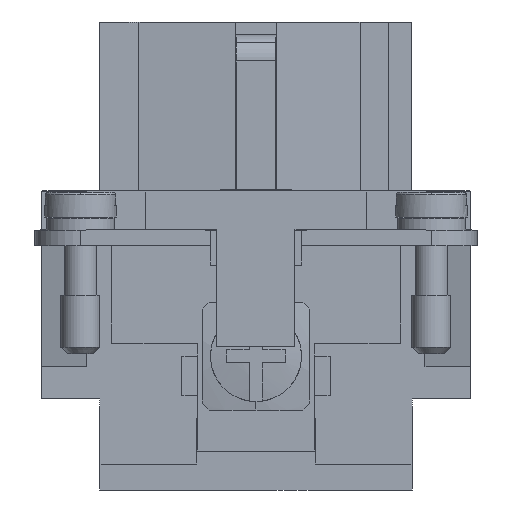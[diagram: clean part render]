
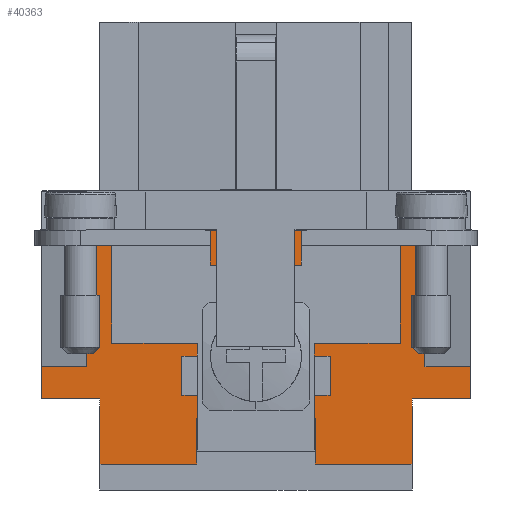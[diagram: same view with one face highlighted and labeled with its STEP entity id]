
A CAD part, left-side view. The second image highlights one B-rep face of the part: STEP entity #40363.
In plain terms, the highlighted planar face has unit normal (-1, 0, 0).
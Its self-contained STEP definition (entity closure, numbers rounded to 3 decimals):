
#35457=CARTESIAN_POINT('',(-45.0,3.5,-2.0));
#35458=VERTEX_POINT('',#35457);
#35465=CARTESIAN_POINT('',(-45.0,-3.5,-2.0));
#35466=VERTEX_POINT('',#35465);
#35467=CARTESIAN_POINT('',(-45.0,3.5,-2.0));
#35468=DIRECTION('',(0.0,-1.0,0.0));
#35469=VECTOR('',#35468,7.0);
#35470=LINE('',#35467,#35469);
#35471=EDGE_CURVE('',#35458,#35466,#35470,.T.);
#39899=CARTESIAN_POINT('',(-45.0,13.,-8.908));
#39900=VERTEX_POINT('',#39899);
#39909=CARTESIAN_POINT('',(-45.0,12.99,-8.908));
#39910=VERTEX_POINT('',#39909);
#39911=CARTESIAN_POINT('',(-45.0,12.99,-8.908));
#39912=DIRECTION('',(0.0,1.0,0.));
#39913=VECTOR('',#39912,0.01);
#39914=LINE('',#39911,#39913);
#39915=EDGE_CURVE('',#39910,#39900,#39914,.T.);
#39995=CARTESIAN_POINT('',(-45.0,12.99,-3.2));
#39996=VERTEX_POINT('',#39995);
#39997=CARTESIAN_POINT('',(-45.0,12.99,-3.2));
#39998=DIRECTION('',(0.0,0.0,-1.0));
#39999=VECTOR('',#39998,5.708);
#40000=LINE('',#39997,#39999);
#40001=EDGE_CURVE('',#39996,#39910,#40000,.T.);
#40043=CARTESIAN_POINT('',(-45.0,3.5,-3.2));
#40044=VERTEX_POINT('',#40043);
#40045=CARTESIAN_POINT('',(-45.0,3.5,-3.2));
#40046=DIRECTION('',(0.0,1.0,0.0));
#40047=VECTOR('',#40046,9.49);
#40048=LINE('',#40045,#40047);
#40049=EDGE_CURVE('',#40044,#39996,#40048,.T.);
#40132=CARTESIAN_POINT('',(-45.0,13.,-12.5));
#40133=VERTEX_POINT('',#40132);
#40140=CARTESIAN_POINT('',(-45.0,13.,-8.908));
#40141=DIRECTION('',(0.0,0.0,-1.0));
#40142=VECTOR('',#40141,3.592);
#40143=LINE('',#40140,#40142);
#40144=EDGE_CURVE('',#39900,#40133,#40143,.T.);
#40203=CARTESIAN_POINT('',(-45.0,0.0,-2.));
#40204=DIRECTION('',(1.0,0.0,0.0));
#40205=DIRECTION('',(0.0,0.0,-1.0));
#40206=AXIS2_PLACEMENT_3D('',#40203,#40204,#40205);
#40207=PLANE('',#40206);
#40208=ORIENTED_EDGE('',*,*,#40001,.T.);
#40209=ORIENTED_EDGE('',*,*,#39915,.T.);
#40210=ORIENTED_EDGE('',*,*,#40144,.T.);
#40211=CARTESIAN_POINT('',(-45.0,16.5,-12.5));
#40212=VERTEX_POINT('',#40211);
#40213=CARTESIAN_POINT('',(-45.0,13.,-12.5));
#40214=DIRECTION('',(0.0,1.0,0.0));
#40215=VECTOR('',#40214,3.5);
#40216=LINE('',#40213,#40215);
#40217=EDGE_CURVE('',#40133,#40212,#40216,.T.);
#40218=ORIENTED_EDGE('',*,*,#40217,.T.);
#40219=CARTESIAN_POINT('',(-45.0,16.5,-15.0));
#40220=VERTEX_POINT('',#40219);
#40221=CARTESIAN_POINT('',(-45.0,16.5,-15.0));
#40222=DIRECTION('',(0.0,0.0,1.0));
#40223=VECTOR('',#40222,2.5);
#40224=LINE('',#40221,#40223);
#40225=EDGE_CURVE('',#40220,#40212,#40224,.T.);
#40226=ORIENTED_EDGE('',*,*,#40225,.F.);
#40227=CARTESIAN_POINT('',(-45.0,12.0,-15.0));
#40228=VERTEX_POINT('',#40227);
#40229=CARTESIAN_POINT('',(-45.0,16.5,-15.0));
#40230=DIRECTION('',(0.0,-1.0,0.0));
#40231=VECTOR('',#40230,4.5);
#40232=LINE('',#40229,#40231);
#40233=EDGE_CURVE('',#40220,#40228,#40232,.T.);
#40234=ORIENTED_EDGE('',*,*,#40233,.T.);
#40235=CARTESIAN_POINT('',(-45.0,12.0,-20.0));
#40236=VERTEX_POINT('',#40235);
#40237=CARTESIAN_POINT('',(-45.0,12.0,-15.0));
#40238=DIRECTION('',(0.0,0.0,-1.0));
#40239=VECTOR('',#40238,5.0);
#40240=LINE('',#40237,#40239);
#40241=EDGE_CURVE('',#40228,#40236,#40240,.T.);
#40242=ORIENTED_EDGE('',*,*,#40241,.T.);
#40243=CARTESIAN_POINT('',(-45.0,4.55,-20.0));
#40244=VERTEX_POINT('',#40243);
#40245=CARTESIAN_POINT('',(-45.0,4.55,-20.0));
#40246=DIRECTION('',(0.0,1.0,0.0));
#40247=VECTOR('',#40246,7.45);
#40248=LINE('',#40245,#40247);
#40249=EDGE_CURVE('',#40244,#40236,#40248,.T.);
#40250=ORIENTED_EDGE('',*,*,#40249,.F.);
#40251=CARTESIAN_POINT('',(-45.0,4.55,-16.5));
#40252=VERTEX_POINT('',#40251);
#40253=CARTESIAN_POINT('',(-45.0,4.55,-20.0));
#40254=DIRECTION('',(0.0,0.0,1.0));
#40255=VECTOR('',#40254,3.5);
#40256=LINE('',#40253,#40255);
#40257=EDGE_CURVE('',#40244,#40252,#40256,.T.);
#40258=ORIENTED_EDGE('',*,*,#40257,.T.);
#40259=CARTESIAN_POINT('',(-45.0,-4.55,-16.5));
#40260=VERTEX_POINT('',#40259);
#40261=CARTESIAN_POINT('',(-45.0,4.55,-16.5));
#40262=DIRECTION('',(0.0,-1.0,0.0));
#40263=VECTOR('',#40262,9.1);
#40264=LINE('',#40261,#40263);
#40265=EDGE_CURVE('',#40252,#40260,#40264,.T.);
#40266=ORIENTED_EDGE('',*,*,#40265,.T.);
#40267=CARTESIAN_POINT('',(-45.0,-4.55,-20.0));
#40268=VERTEX_POINT('',#40267);
#40269=CARTESIAN_POINT('',(-45.0,-4.55,-16.5));
#40270=DIRECTION('',(0.0,0.0,-1.0));
#40271=VECTOR('',#40270,3.5);
#40272=LINE('',#40269,#40271);
#40273=EDGE_CURVE('',#40260,#40268,#40272,.T.);
#40274=ORIENTED_EDGE('',*,*,#40273,.T.);
#40275=CARTESIAN_POINT('',(-45.0,-12.,-20.0));
#40276=VERTEX_POINT('',#40275);
#40277=CARTESIAN_POINT('',(-45.0,-12.,-20.0));
#40278=DIRECTION('',(0.0,1.0,0.0));
#40279=VECTOR('',#40278,7.45);
#40280=LINE('',#40277,#40279);
#40281=EDGE_CURVE('',#40276,#40268,#40280,.T.);
#40282=ORIENTED_EDGE('',*,*,#40281,.F.);
#40283=CARTESIAN_POINT('',(-45.0,-12.,-15.0));
#40284=VERTEX_POINT('',#40283);
#40285=CARTESIAN_POINT('',(-45.0,-12.,-20.0));
#40286=DIRECTION('',(0.0,0.0,1.0));
#40287=VECTOR('',#40286,5.0);
#40288=LINE('',#40285,#40287);
#40289=EDGE_CURVE('',#40276,#40284,#40288,.T.);
#40290=ORIENTED_EDGE('',*,*,#40289,.T.);
#40291=CARTESIAN_POINT('',(-45.0,-16.5,-15.0));
#40292=VERTEX_POINT('',#40291);
#40293=CARTESIAN_POINT('',(-45.0,-12.,-15.0));
#40294=DIRECTION('',(0.0,-1.0,0.0));
#40295=VECTOR('',#40294,4.5);
#40296=LINE('',#40293,#40295);
#40297=EDGE_CURVE('',#40284,#40292,#40296,.T.);
#40298=ORIENTED_EDGE('',*,*,#40297,.T.);
#40299=CARTESIAN_POINT('',(-45.0,-16.5,-12.5));
#40300=VERTEX_POINT('',#40299);
#40301=CARTESIAN_POINT('',(-45.0,-16.5,-12.5));
#40302=DIRECTION('',(0.0,0.0,-1.0));
#40303=VECTOR('',#40302,2.5);
#40304=LINE('',#40301,#40303);
#40305=EDGE_CURVE('',#40300,#40292,#40304,.T.);
#40306=ORIENTED_EDGE('',*,*,#40305,.F.);
#40307=CARTESIAN_POINT('',(-45.0,-13.0,-12.5));
#40308=VERTEX_POINT('',#40307);
#40309=CARTESIAN_POINT('',(-45.0,-16.5,-12.5));
#40310=DIRECTION('',(0.0,1.0,0.0));
#40311=VECTOR('',#40310,3.5);
#40312=LINE('',#40309,#40311);
#40313=EDGE_CURVE('',#40300,#40308,#40312,.T.);
#40314=ORIENTED_EDGE('',*,*,#40313,.T.);
#40315=CARTESIAN_POINT('',(-45.0,-13.0,-8.908));
#40316=VERTEX_POINT('',#40315);
#40317=CARTESIAN_POINT('',(-45.0,-13.0,-12.5));
#40318=DIRECTION('',(0.0,0.0,1.0));
#40319=VECTOR('',#40318,3.592);
#40320=LINE('',#40317,#40319);
#40321=EDGE_CURVE('',#40308,#40316,#40320,.T.);
#40322=ORIENTED_EDGE('',*,*,#40321,.T.);
#40323=CARTESIAN_POINT('',(-45.0,-12.99,-8.908));
#40324=VERTEX_POINT('',#40323);
#40325=CARTESIAN_POINT('',(-45.0,-13.0,-8.908));
#40326=DIRECTION('',(0.0,1.0,0.0));
#40327=VECTOR('',#40326,0.01);
#40328=LINE('',#40325,#40327);
#40329=EDGE_CURVE('',#40316,#40324,#40328,.T.);
#40330=ORIENTED_EDGE('',*,*,#40329,.T.);
#40331=CARTESIAN_POINT('',(-45.0,-12.99,-3.2));
#40332=VERTEX_POINT('',#40331);
#40333=CARTESIAN_POINT('',(-45.0,-12.99,-8.908));
#40334=DIRECTION('',(0.0,0.0,1.0));
#40335=VECTOR('',#40334,5.708);
#40336=LINE('',#40333,#40335);
#40337=EDGE_CURVE('',#40324,#40332,#40336,.T.);
#40338=ORIENTED_EDGE('',*,*,#40337,.T.);
#40339=CARTESIAN_POINT('',(-45.0,-3.5,-3.2));
#40340=VERTEX_POINT('',#40339);
#40341=CARTESIAN_POINT('',(-45.0,-12.99,-3.2));
#40342=DIRECTION('',(0.0,1.0,0.0));
#40343=VECTOR('',#40342,9.49);
#40344=LINE('',#40341,#40343);
#40345=EDGE_CURVE('',#40332,#40340,#40344,.T.);
#40346=ORIENTED_EDGE('',*,*,#40345,.T.);
#40347=CARTESIAN_POINT('',(-45.0,-3.5,-3.2));
#40348=DIRECTION('',(0.0,0.0,1.0));
#40349=VECTOR('',#40348,1.2);
#40350=LINE('',#40347,#40349);
#40351=EDGE_CURVE('',#40340,#35466,#40350,.T.);
#40352=ORIENTED_EDGE('',*,*,#40351,.T.);
#40353=ORIENTED_EDGE('',*,*,#35471,.F.);
#40354=CARTESIAN_POINT('',(-45.0,3.5,-2.0));
#40355=DIRECTION('',(0.0,0.0,-1.0));
#40356=VECTOR('',#40355,1.2);
#40357=LINE('',#40354,#40356);
#40358=EDGE_CURVE('',#35458,#40044,#40357,.T.);
#40359=ORIENTED_EDGE('',*,*,#40358,.T.);
#40360=ORIENTED_EDGE('',*,*,#40049,.T.);
#40361=EDGE_LOOP('',(#40208,#40209,#40210,#40218,#40226,#40234,#40242,#40250,#40258,#40266,#40274,#40282,#40290,#40298,#40306,#40314,#40322,#40330,#40338,#40346,#40352,#40353,#40359,#40360));
#40362=FACE_OUTER_BOUND('',#40361,.T.);
#40363=ADVANCED_FACE('',(#40362),#40207,.F.);
